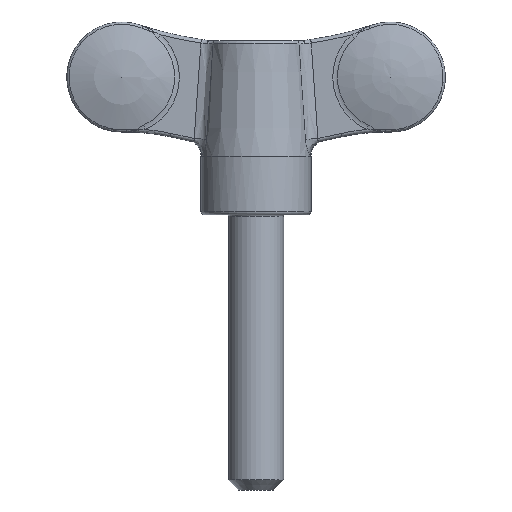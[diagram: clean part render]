
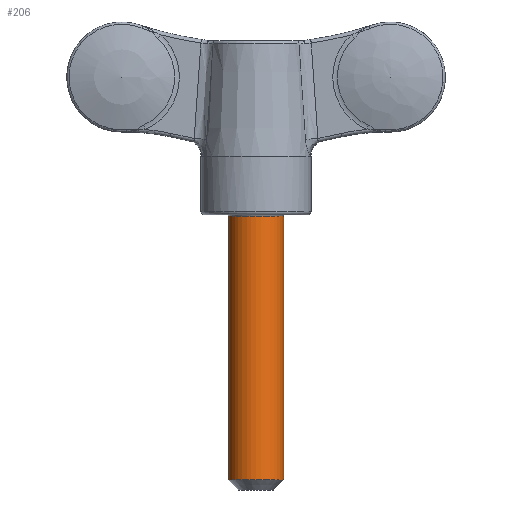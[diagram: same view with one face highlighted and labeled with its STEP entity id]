
A CAD part, front view. The second image highlights one B-rep face of the part: STEP entity #206.
In plain terms, the highlighted cylindrical face has radius 4 mm (diameter 8 mm), a full revolution.
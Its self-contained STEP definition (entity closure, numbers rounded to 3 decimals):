
#206 = ADVANCED_FACE( '', ( #510, #511 ), #512, .T. );
#510 = FACE_OUTER_BOUND( '', #1718, .T. );
#511 = FACE_OUTER_BOUND( '', #1719, .T. );
#512 = CYLINDRICAL_SURFACE( '', #1720, 4. );
#1718 = EDGE_LOOP( '', ( #5101 ) );
#1719 = EDGE_LOOP( '', ( #5102 ) );
#1720 = AXIS2_PLACEMENT_3D( '', #5103, #5104, #5105 );
#5101 = ORIENTED_EDGE( '', *, *, #5864, .T. );
#5102 = ORIENTED_EDGE( '', *, *, #5865, .T. );
#5103 = CARTESIAN_POINT( '', ( 0., 0., -77. ) );
#5104 = DIRECTION( '', ( 0., 0., -1. ) );
#5105 = DIRECTION( '', ( 1., 0., 0. ) );
#5864 = EDGE_CURVE( '', #6331, #6331, #6332, .F. );
#5865 = EDGE_CURVE( '', #6333, #6333, #6334, .T. );
#6331 = VERTEX_POINT( '', #7733 );
#6332 = CIRCLE( '', #7734, 4. );
#6333 = VERTEX_POINT( '', #7735 );
#6334 = CIRCLE( '', #7736, 4. );
#7733 = CARTESIAN_POINT( '', ( 4., 0., -20.2 ) );
#7734 = AXIS2_PLACEMENT_3D( '', #9096, #9097, #9098 );
#7735 = CARTESIAN_POINT( '', ( 4., 0., -58.5 ) );
#7736 = AXIS2_PLACEMENT_3D( '', #9099, #9100, #9101 );
#9096 = CARTESIAN_POINT( '', ( 0., 0., -20.2 ) );
#9097 = DIRECTION( '', ( 0., 0., 1. ) );
#9098 = DIRECTION( '', ( 1., 0., 0. ) );
#9099 = CARTESIAN_POINT( '', ( 0., 0., -58.5 ) );
#9100 = DIRECTION( '', ( 0., 0., 1. ) );
#9101 = DIRECTION( '', ( 1., 0., 0. ) );
